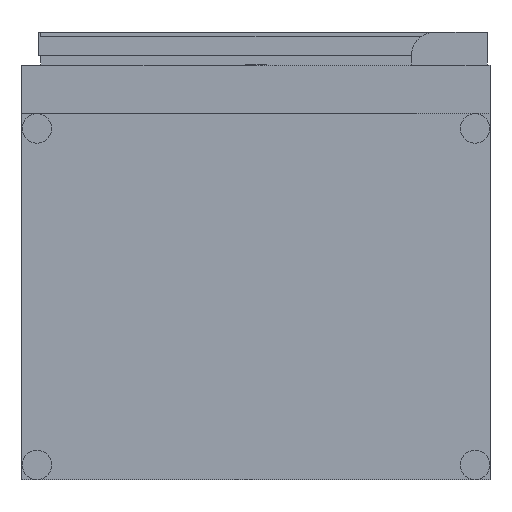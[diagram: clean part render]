
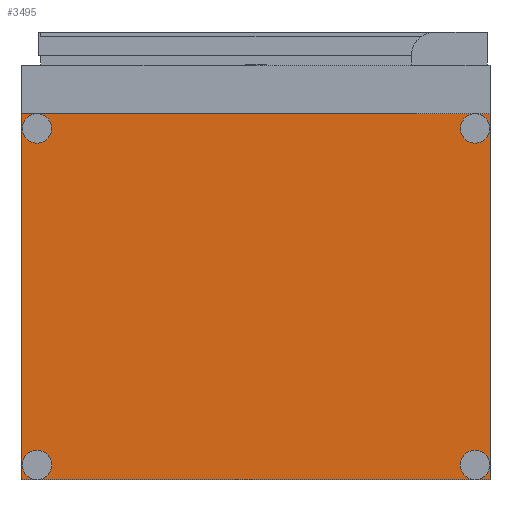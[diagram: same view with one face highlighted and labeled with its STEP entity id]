
A CAD part, front view. The second image highlights one B-rep face of the part: STEP entity #3495.
In plain terms, the highlighted planar face has unit normal (0, -1, 0).
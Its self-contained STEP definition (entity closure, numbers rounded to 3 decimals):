
#12 = EDGE_LOOP ( 'NONE', ( #2909, #571 ) ) ;
#38 = AXIS2_PLACEMENT_3D ( 'NONE', #3953, #1385, #614 ) ;
#173 = CARTESIAN_POINT ( 'NONE',  ( 280., -424.5, 444.08 ) ) ;
#246 = ORIENTED_EDGE ( 'NONE', *, *, #2993, .T. ) ;
#253 = DIRECTION ( 'NONE',  ( 0., 1., 0. ) ) ;
#256 = DIRECTION ( 'NONE',  ( 0., 0., -1. ) ) ;
#303 = FACE_BOUND ( 'NONE', #2185, .T. ) ;
#307 = VERTEX_POINT ( 'NONE', #4094 ) ;
#346 = VERTEX_POINT ( 'NONE', #2614 ) ;
#399 = CIRCLE ( 'NONE', #3329, 4.92 ) ;
#507 = VERTEX_POINT ( 'NONE', #1645 ) ;
#571 = ORIENTED_EDGE ( 'NONE', *, *, #3653, .T. ) ;
#606 = EDGE_CURVE ( 'NONE', #3783, #307, #2029, .T. ) ;
#614 = DIRECTION ( 'NONE',  ( 0., 0., 1. ) ) ;
#619 = AXIS2_PLACEMENT_3D ( 'NONE', #4193, #1691, #3109 ) ;
#658 = CARTESIAN_POINT ( 'NONE',  ( -280., -424.5, 19. ) ) ;
#673 = CARTESIAN_POINT ( 'NONE',  ( 299., -424.5, 530. ) ) ;
#722 = CARTESIAN_POINT ( 'NONE',  ( -280., -424.5, 14.08 ) ) ;
#746 = ORIENTED_EDGE ( 'NONE', *, *, #3483, .T. ) ;
#834 = CARTESIAN_POINT ( 'NONE',  ( 299., -424.5, 468. ) ) ;
#845 = CIRCLE ( 'NONE', #2299, 4.92 ) ;
#876 = EDGE_CURVE ( 'NONE', #2054, #2254, #845, .T. ) ;
#1038 = CARTESIAN_POINT ( 'NONE',  ( -299., -424.5, 0. ) ) ;
#1088 = AXIS2_PLACEMENT_3D ( 'NONE', #1320, #2040, #3142 ) ;
#1147 = CIRCLE ( 'NONE', #2295, 4.92 ) ;
#1162 = VERTEX_POINT ( 'NONE', #834 ) ;
#1271 = DIRECTION ( 'NONE',  ( 0., 0., 1. ) ) ;
#1314 = EDGE_CURVE ( 'NONE', #1162, #3539, #1906, .T. ) ;
#1320 = CARTESIAN_POINT ( 'NONE',  ( -280., -424.5, 449. ) ) ;
#1379 = EDGE_LOOP ( 'NONE', ( #2285, #746 ) ) ;
#1385 = DIRECTION ( 'NONE',  ( 0., 1., 0. ) ) ;
#1423 = VERTEX_POINT ( 'NONE', #2264 ) ;
#1468 = DIRECTION ( 'NONE',  ( 0., 0., 1. ) ) ;
#1488 = EDGE_LOOP ( 'NONE', ( #246, #3488 ) ) ;
#1515 = AXIS2_PLACEMENT_3D ( 'NONE', #658, #253, #3543 ) ;
#1590 = DIRECTION ( 'NONE',  ( 0., 0., 1. ) ) ;
#1612 = EDGE_CURVE ( 'NONE', #2254, #2054, #2187, .T. ) ;
#1645 = CARTESIAN_POINT ( 'NONE',  ( 299., -424.5, 0. ) ) ;
#1664 = ORIENTED_EDGE ( 'NONE', *, *, #3558, .F. ) ;
#1674 = DIRECTION ( 'NONE',  ( -1., 0., 0. ) ) ;
#1691 = DIRECTION ( 'NONE',  ( 0., 1., 0. ) ) ;
#1702 = CARTESIAN_POINT ( 'NONE',  ( 299., -424.5, 468. ) ) ;
#1703 = CARTESIAN_POINT ( 'NONE',  ( 280., -424.5, 453.92 ) ) ;
#1747 = EDGE_CURVE ( 'NONE', #4227, #1423, #4469, .T. ) ;
#1773 = VERTEX_POINT ( 'NONE', #1038 ) ;
#1822 = FACE_BOUND ( 'NONE', #12, .T. ) ;
#1855 = DIRECTION ( 'NONE',  ( 0., 1., 0. ) ) ;
#1867 = DIRECTION ( 'NONE',  ( 1., 0., 0. ) ) ;
#1896 = VECTOR ( 'NONE', #1867, 1000. ) ;
#1906 = LINE ( 'NONE', #1702, #2818 ) ;
#1940 = EDGE_CURVE ( 'NONE', #1773, #507, #2981, .T. ) ;
#2029 = CIRCLE ( 'NONE', #1088, 4.92 ) ;
#2040 = DIRECTION ( 'NONE',  ( 0., 1., 0. ) ) ;
#2054 = VERTEX_POINT ( 'NONE', #173 ) ;
#2111 = CARTESIAN_POINT ( 'NONE',  ( 280., -424.5, 449. ) ) ;
#2122 = DIRECTION ( 'NONE',  ( 0., 0., -1. ) ) ;
#2149 = CARTESIAN_POINT ( 'NONE',  ( -280., -424.5, 449. ) ) ;
#2185 = EDGE_LOOP ( 'NONE', ( #2924, #4437 ) ) ;
#2187 = CIRCLE ( 'NONE', #4374, 4.92 ) ;
#2215 = VECTOR ( 'NONE', #2122, 1000. ) ;
#2230 = CIRCLE ( 'NONE', #619, 4.92 ) ;
#2254 = VERTEX_POINT ( 'NONE', #1703 ) ;
#2264 = CARTESIAN_POINT ( 'NONE',  ( -280., -424.5, 23.92 ) ) ;
#2285 = ORIENTED_EDGE ( 'NONE', *, *, #1747, .T. ) ;
#2295 = AXIS2_PLACEMENT_3D ( 'NONE', #3075, #3447, #1271 ) ;
#2299 = AXIS2_PLACEMENT_3D ( 'NONE', #2111, #3223, #2536 ) ;
#2328 = EDGE_LOOP ( 'NONE', ( #1664, #4448, #3701, #4176 ) ) ;
#2386 = AXIS2_PLACEMENT_3D ( 'NONE', #2149, #2527, #1468 ) ;
#2395 = CARTESIAN_POINT ( 'NONE',  ( -299., -424.5, 530. ) ) ;
#2461 = FACE_BOUND ( 'NONE', #1379, .T. ) ;
#2484 = LINE ( 'NONE', #2395, #2984 ) ;
#2527 = DIRECTION ( 'NONE',  ( 0., 1., 0. ) ) ;
#2536 = DIRECTION ( 'NONE',  ( 0., 0., 1. ) ) ;
#2568 = LINE ( 'NONE', #673, #2215 ) ;
#2614 = CARTESIAN_POINT ( 'NONE',  ( 280., -424.5, 23.92 ) ) ;
#2818 = VECTOR ( 'NONE', #1674, 1000. ) ;
#2909 = ORIENTED_EDGE ( 'NONE', *, *, #606, .T. ) ;
#2924 = ORIENTED_EDGE ( 'NONE', *, *, #1612, .T. ) ;
#2981 = LINE ( 'NONE', #4436, #1896 ) ;
#2984 = VECTOR ( 'NONE', #256, 1000. ) ;
#2993 = EDGE_CURVE ( 'NONE', #3826, #346, #2230, .T. ) ;
#3075 = CARTESIAN_POINT ( 'NONE',  ( -280., -424.5, 19. ) ) ;
#3109 = DIRECTION ( 'NONE',  ( 0., 0., 1. ) ) ;
#3142 = DIRECTION ( 'NONE',  ( 0., 0., 1. ) ) ;
#3223 = DIRECTION ( 'NONE',  ( 0., 1., 0. ) ) ;
#3329 = AXIS2_PLACEMENT_3D ( 'NONE', #3717, #1855, #3377 ) ;
#3377 = DIRECTION ( 'NONE',  ( 0., 0., 1. ) ) ;
#3447 = DIRECTION ( 'NONE',  ( 0., 1., 0. ) ) ;
#3483 = EDGE_CURVE ( 'NONE', #1423, #4227, #1147, .T. ) ;
#3488 = ORIENTED_EDGE ( 'NONE', *, *, #4306, .T. ) ;
#3495 = ADVANCED_FACE ( 'NONE', ( #303, #1822, #2461, #4047, #3950 ), #4294, .F. ) ;
#3539 = VERTEX_POINT ( 'NONE', #3914 ) ;
#3543 = DIRECTION ( 'NONE',  ( 0., 0., 1. ) ) ;
#3558 = EDGE_CURVE ( 'NONE', #1162, #507, #2568, .T. ) ;
#3653 = EDGE_CURVE ( 'NONE', #307, #3783, #4672, .T. ) ;
#3701 = ORIENTED_EDGE ( 'NONE', *, *, #3979, .T. ) ;
#3717 = CARTESIAN_POINT ( 'NONE',  ( 280., -424.5, 19. ) ) ;
#3768 = DIRECTION ( 'NONE',  ( 0., 1., 0. ) ) ;
#3783 = VERTEX_POINT ( 'NONE', #4691 ) ;
#3788 = CARTESIAN_POINT ( 'NONE',  ( 280., -424.5, 449. ) ) ;
#3826 = VERTEX_POINT ( 'NONE', #4080 ) ;
#3914 = CARTESIAN_POINT ( 'NONE',  ( -299., -424.5, 468. ) ) ;
#3950 = FACE_OUTER_BOUND ( 'NONE', #2328, .T. ) ;
#3953 = CARTESIAN_POINT ( 'NONE',  ( -299., -424.5, 530. ) ) ;
#3979 = EDGE_CURVE ( 'NONE', #3539, #1773, #2484, .T. ) ;
#4047 = FACE_BOUND ( 'NONE', #1488, .T. ) ;
#4080 = CARTESIAN_POINT ( 'NONE',  ( 280., -424.5, 14.08 ) ) ;
#4094 = CARTESIAN_POINT ( 'NONE',  ( -280., -424.5, 444.08 ) ) ;
#4176 = ORIENTED_EDGE ( 'NONE', *, *, #1940, .T. ) ;
#4193 = CARTESIAN_POINT ( 'NONE',  ( 280., -424.5, 19. ) ) ;
#4227 = VERTEX_POINT ( 'NONE', #722 ) ;
#4294 = PLANE ( 'NONE',  #38 ) ;
#4306 = EDGE_CURVE ( 'NONE', #346, #3826, #399, .T. ) ;
#4374 = AXIS2_PLACEMENT_3D ( 'NONE', #3788, #3768, #1590 ) ;
#4436 = CARTESIAN_POINT ( 'NONE',  ( -299., -424.5, 0. ) ) ;
#4437 = ORIENTED_EDGE ( 'NONE', *, *, #876, .T. ) ;
#4448 = ORIENTED_EDGE ( 'NONE', *, *, #1314, .T. ) ;
#4469 = CIRCLE ( 'NONE', #1515, 4.92 ) ;
#4672 = CIRCLE ( 'NONE', #2386, 4.92 ) ;
#4691 = CARTESIAN_POINT ( 'NONE',  ( -280., -424.5, 453.92 ) ) ;
